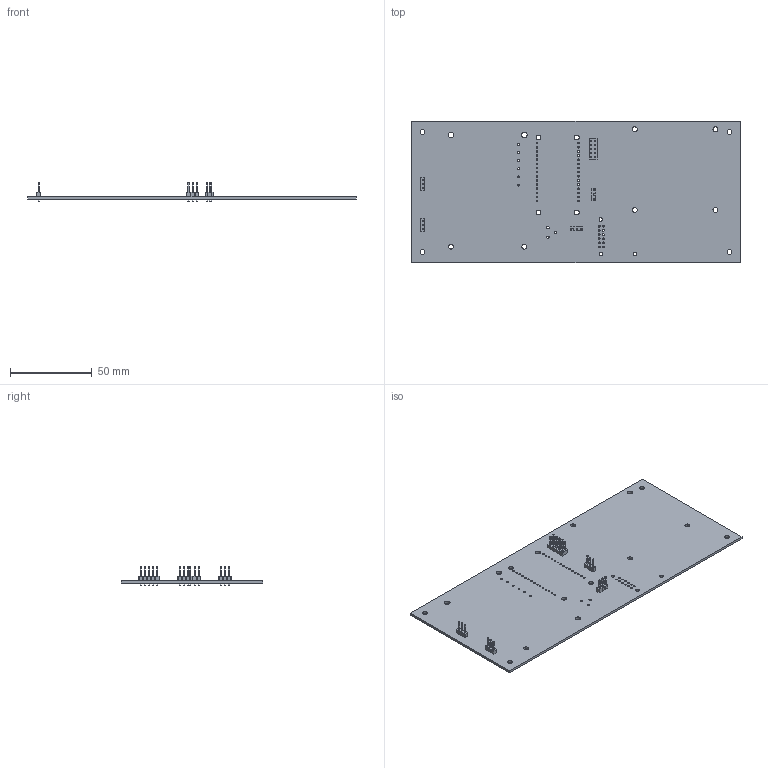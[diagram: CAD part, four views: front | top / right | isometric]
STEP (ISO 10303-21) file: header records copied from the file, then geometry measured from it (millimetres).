
FILE_DESCRIPTION(('KiCad electronic assembly'),'2;1');
FILE_NAME('TTB KiCAD FIles.step','2025-05-19T15:33:20',('Pcbnew'),( 'Kicad'),'Open CASCADE STEP processor 7.8','KiCad to STEP converter' ,'Unknown');
FILE_SCHEMA(('AUTOMOTIVE_DESIGN { 1 0 10303 214 1 1 1 1 }'));
Length unit declared in the file: millimetre
Products named in the file (4): TTB KiCAD FIles 1; PinHeader_1x03_P2.54mm_Vertical; PinHeader_2x05_P2.54mm_Vertical; TTB KiCAD FIles_PCB
Assembly tree (6 placements, depth 2):
  TTB KiCAD FIles 1
    PinHeader_1x03_P2.54mm_Vertical  x4
    PinHeader_2x05_P2.54mm_Vertical
    TTB KiCAD FIles_PCB
Bounding box: 201.2 x 86.7 x 11.54 mm (x, y, z)
Volume: 26488.4 mm3; surface area: 37072.9 mm2
Topology: 6 solids, 6 shells, 625 faces, 1531 edges, 962 vertices
Faces by surface type: plane 530, cylinder 95
Full cylindrical faces by diameter (mm): 1 x64, 1.15 x6, 2.18 x3, 3 x14, 3.5 x2
Entity records: 14118 total; most frequent: CARTESIAN_POINT 2021, DIRECTION 1989, ORIENTED_EDGE 1982, EDGE_CURVE 991, LINE 801, VECTOR 801, VERTEX_POINT 626, FACE_BOUND 607
